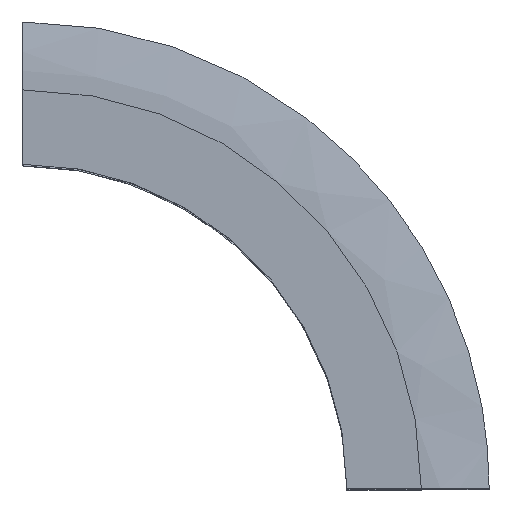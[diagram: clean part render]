
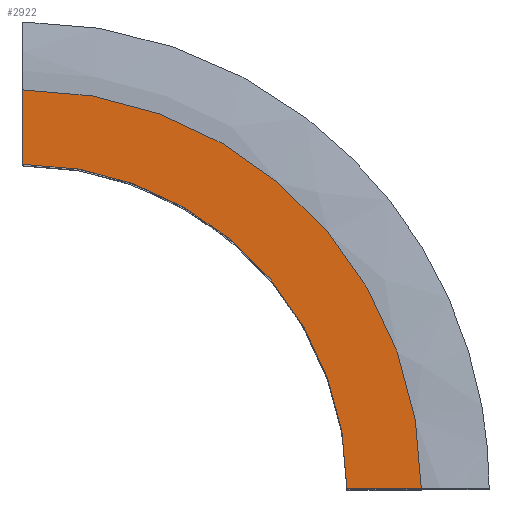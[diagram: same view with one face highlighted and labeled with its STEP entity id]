
A CAD part, top view. The second image highlights one B-rep face of the part: STEP entity #2922.
In plain terms, the highlighted planar face has unit normal (0, 0, 1).
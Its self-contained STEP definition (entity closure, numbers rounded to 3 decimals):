
#1677 = VERTEX_POINT('',#1678);
#1678 = CARTESIAN_POINT('',(205.,0.,310.));
#1687 = CYLINDRICAL_SURFACE('',#1688,205.);
#1688 = AXIS2_PLACEMENT_3D('',#1689,#1690,#1691);
#1689 = CARTESIAN_POINT('',(0.,0.,340.));
#1690 = DIRECTION('',(-0.,-0.,-1.));
#1691 = DIRECTION('',(1.,0.,0.));
#1699 = PLANE('',#1700);
#1700 = AXIS2_PLACEMENT_3D('',#1701,#1702,#1703);
#1701 = CARTESIAN_POINT('',(250.,0.,0.));
#1702 = DIRECTION('',(-0.,-1.,-0.));
#1703 = DIRECTION('',(0.,0.,-1.));
#1711 = EDGE_CURVE('',#1712,#1677,#1714,.T.);
#1712 = VERTEX_POINT('',#1713);
#1713 = CARTESIAN_POINT('',(0.,205.,310.));
#1714 = SURFACE_CURVE('',#1715,(#1720,#1727),.PCURVE_S1.);
#1715 = CIRCLE('',#1716,205.);
#1716 = AXIS2_PLACEMENT_3D('',#1717,#1718,#1719);
#1717 = CARTESIAN_POINT('',(0.,0.,310.));
#1718 = DIRECTION('',(0.,0.,-1.));
#1719 = DIRECTION('',(1.,0.,0.));
#1720 = PCURVE('',#1687,#1721);
#1721 = DEFINITIONAL_REPRESENTATION('',(#1722),#1726);
#1722 = LINE('',#1723,#1724);
#1723 = CARTESIAN_POINT('',(-6.283,30.));
#1724 = VECTOR('',#1725,1.);
#1725 = DIRECTION('',(1.,-0.));
#1726 = ( GEOMETRIC_REPRESENTATION_CONTEXT(2) 
PARAMETRIC_REPRESENTATION_CONTEXT() REPRESENTATION_CONTEXT('2D SPACE',''
  ) );
#1727 = PCURVE('',#1728,#1733);
#1728 = PLANE('',#1729);
#1729 = AXIS2_PLACEMENT_3D('',#1730,#1731,#1732);
#1730 = CARTESIAN_POINT('',(0.,0.,310.));
#1731 = DIRECTION('',(0.,0.,1.));
#1732 = DIRECTION('',(1.,-0.,-0.));
#1733 = DEFINITIONAL_REPRESENTATION('',(#1734),#1742);
#1734 = ( BOUNDED_CURVE() B_SPLINE_CURVE(2,(#1735,#1736,#1737,#1738,
#1739,#1740,#1741),.UNSPECIFIED.,.T.,.F.) B_SPLINE_CURVE_WITH_KNOTS((1,2
    ,2,2,2,1),(-2.094,0.,2.094,4.189,
6.283,8.378),.UNSPECIFIED.) CURVE() 
GEOMETRIC_REPRESENTATION_ITEM() RATIONAL_B_SPLINE_CURVE((1.,0.5,1.,0.5,
1.,0.5,1.)) REPRESENTATION_ITEM('') );
#1735 = CARTESIAN_POINT('',(205.,0.));
#1736 = CARTESIAN_POINT('',(205.,-355.07));
#1737 = CARTESIAN_POINT('',(-102.5,-177.535));
#1738 = CARTESIAN_POINT('',(-410.,0.));
#1739 = CARTESIAN_POINT('',(-102.5,177.535));
#1740 = CARTESIAN_POINT('',(205.,355.07));
#1741 = CARTESIAN_POINT('',(205.,0.));
#1742 = ( GEOMETRIC_REPRESENTATION_CONTEXT(2) 
PARAMETRIC_REPRESENTATION_CONTEXT() REPRESENTATION_CONTEXT('2D SPACE',''
  ) );
#1760 = PLANE('',#1761);
#1761 = AXIS2_PLACEMENT_3D('',#1762,#1763,#1764);
#1762 = CARTESIAN_POINT('',(0.,250.,0.));
#1763 = DIRECTION('',(1.,0.,0.));
#1764 = DIRECTION('',(0.,0.,-1.));
#2287 = VERTEX_POINT('',#2288);
#2288 = CARTESIAN_POINT('',(252.057,0.,310.));
#2400 = SURFACE_OF_REVOLUTION('',#2401,#2454);
#2401 = B_SPLINE_CURVE_WITH_KNOTS('',3,(#2402,#2403,#2404,#2405,#2406,
    #2407,#2408,#2409,#2410,#2411,#2412,#2413,#2414,#2415,#2416,#2417,
    #2418,#2419,#2420,#2421,#2422,#2423,#2424,#2425,#2426,#2427,#2428,
    #2429,#2430,#2431,#2432,#2433,#2434,#2435,#2436,#2437,#2438,#2439,
    #2440,#2441,#2442,#2443,#2444,#2445,#2446,#2447,#2448,#2449,#2450,
    #2451,#2452,#2453),.UNSPECIFIED.,.F.,.F.,(4,1,1,1,1,1,1,1,1,1,1,1,1,
    1,1,1,1,1,1,1,1,1,1,1,1,1,1,1,1,1,1,1,1,1,1,1,1,1,1,1,1,1,1,1,1,1,1,
    1,1,4),(0.,20.784,39.849,57.472,
    74.024,89.863,105.297,120.573,
    135.877,151.349,167.089,183.166,
    199.629,216.506,233.813,251.558,
    269.739,288.348,307.373,326.791,
    346.573,366.678,387.052,407.63,
    428.336,449.085,469.79,490.368,
    510.742,530.847,550.629,570.047,
    589.072,607.682,625.862,643.607,
    660.914,677.791,694.254,710.332,
    726.071,741.543,756.847,772.123,
    787.558,803.397,819.948,837.571,
    856.636,877.42),.UNSPECIFIED.);
#2402 = CARTESIAN_POINT('',(252.057,0.,-310.));
#2403 = CARTESIAN_POINT('',(258.999,0.,-310.007));
#2404 = CARTESIAN_POINT('',(272.28,0.,-309.063));
#2405 = CARTESIAN_POINT('',(291.114,0.,-305.318));
#2406 = CARTESIAN_POINT('',(308.076,0.,-300.004));
#2407 = CARTESIAN_POINT('',(323.489,0.,-293.601));
#2408 = CARTESIAN_POINT('',(337.712,0.,-286.371));
#2409 = CARTESIAN_POINT('',(351.06,0.,-278.441));
#2410 = CARTESIAN_POINT('',(363.78,0.,-269.857));
#2411 = CARTESIAN_POINT('',(376.049,0.,-260.621));
#2412 = CARTESIAN_POINT('',(387.985,0.,-250.716));
#2413 = CARTESIAN_POINT('',(399.656,0.,-240.113));
#2414 = CARTESIAN_POINT('',(411.094,0.,-228.785));
#2415 = CARTESIAN_POINT('',(422.297,0.,-216.702));
#2416 = CARTESIAN_POINT('',(433.235,0.,-203.835));
#2417 = CARTESIAN_POINT('',(443.858,0.,-190.161));
#2418 = CARTESIAN_POINT('',(454.094,0.,-175.659));
#2419 = CARTESIAN_POINT('',(463.853,0.,-160.314));
#2420 = CARTESIAN_POINT('',(473.03,0.,-144.119));
#2421 = CARTESIAN_POINT('',(481.503,0.,-127.083));
#2422 = CARTESIAN_POINT('',(489.139,0.,-109.227));
#2423 = CARTESIAN_POINT('',(495.8,0.,-90.601));
#2424 = CARTESIAN_POINT('',(501.344,0.,-71.28));
#2425 = CARTESIAN_POINT('',(505.639,0.,-51.37));
#2426 = CARTESIAN_POINT('',(508.573,0.,-31.01));
#2427 = CARTESIAN_POINT('',(510.062,0.,-10.369));
#2428 = CARTESIAN_POINT('',(510.062,0.,10.369));
#2429 = CARTESIAN_POINT('',(508.573,0.,31.01));
#2430 = CARTESIAN_POINT('',(505.639,0.,51.37));
#2431 = CARTESIAN_POINT('',(501.344,0.,71.28));
#2432 = CARTESIAN_POINT('',(495.8,0.,90.601));
#2433 = CARTESIAN_POINT('',(489.139,0.,109.227));
#2434 = CARTESIAN_POINT('',(481.503,0.,127.083));
#2435 = CARTESIAN_POINT('',(473.03,0.,144.119));
#2436 = CARTESIAN_POINT('',(463.853,0.,160.314));
#2437 = CARTESIAN_POINT('',(454.094,0.,175.659));
#2438 = CARTESIAN_POINT('',(443.858,0.,190.161));
#2439 = CARTESIAN_POINT('',(433.235,0.,203.835));
#2440 = CARTESIAN_POINT('',(422.297,0.,216.702));
#2441 = CARTESIAN_POINT('',(411.094,0.,228.785));
#2442 = CARTESIAN_POINT('',(399.656,0.,240.113));
#2443 = CARTESIAN_POINT('',(387.985,0.,250.716));
#2444 = CARTESIAN_POINT('',(376.049,0.,260.621));
#2445 = CARTESIAN_POINT('',(363.78,0.,269.857));
#2446 = CARTESIAN_POINT('',(351.06,0.,278.441));
#2447 = CARTESIAN_POINT('',(337.712,0.,286.371));
#2448 = CARTESIAN_POINT('',(323.489,0.,293.601));
#2449 = CARTESIAN_POINT('',(308.076,0.,300.004));
#2450 = CARTESIAN_POINT('',(291.114,0.,305.318));
#2451 = CARTESIAN_POINT('',(272.28,0.,309.063));
#2452 = CARTESIAN_POINT('',(258.999,0.,310.007));
#2453 = CARTESIAN_POINT('',(252.057,0.,310.));
#2454 = AXIS1_PLACEMENT('',#2455,#2456);
#2455 = CARTESIAN_POINT('',(0.,0.,0.));
#2456 = DIRECTION('',(0.,0.,1.));
#2464 = EDGE_CURVE('',#1677,#2287,#2465,.T.);
#2465 = SURFACE_CURVE('',#2466,(#2470,#2477),.PCURVE_S1.);
#2466 = LINE('',#2467,#2468);
#2467 = CARTESIAN_POINT('',(90.,0.,310.));
#2468 = VECTOR('',#2469,1.);
#2469 = DIRECTION('',(1.,0.,0.));
#2470 = PCURVE('',#1699,#2471);
#2471 = DEFINITIONAL_REPRESENTATION('',(#2472),#2476);
#2472 = LINE('',#2473,#2474);
#2473 = CARTESIAN_POINT('',(-310.,-160.));
#2474 = VECTOR('',#2475,1.);
#2475 = DIRECTION('',(0.,1.));
#2476 = ( GEOMETRIC_REPRESENTATION_CONTEXT(2) 
PARAMETRIC_REPRESENTATION_CONTEXT() REPRESENTATION_CONTEXT('2D SPACE',''
  ) );
#2477 = PCURVE('',#1728,#2478);
#2478 = DEFINITIONAL_REPRESENTATION('',(#2479),#2483);
#2479 = LINE('',#2480,#2481);
#2480 = CARTESIAN_POINT('',(90.,-0.));
#2481 = VECTOR('',#2482,1.);
#2482 = DIRECTION('',(1.,-0.));
#2483 = ( GEOMETRIC_REPRESENTATION_CONTEXT(2) 
PARAMETRIC_REPRESENTATION_CONTEXT() REPRESENTATION_CONTEXT('2D SPACE',''
  ) );
#2782 = VERTEX_POINT('',#2783);
#2783 = CARTESIAN_POINT('',(0.,252.057,310.));
#2902 = EDGE_CURVE('',#1712,#2782,#2903,.T.);
#2903 = SURFACE_CURVE('',#2904,(#2908,#2915),.PCURVE_S1.);
#2904 = LINE('',#2905,#2906);
#2905 = CARTESIAN_POINT('',(0.,90.,310.));
#2906 = VECTOR('',#2907,1.);
#2907 = DIRECTION('',(0.,1.,0.));
#2908 = PCURVE('',#1760,#2909);
#2909 = DEFINITIONAL_REPRESENTATION('',(#2910),#2914);
#2910 = LINE('',#2911,#2912);
#2911 = CARTESIAN_POINT('',(-310.,-160.));
#2912 = VECTOR('',#2913,1.);
#2913 = DIRECTION('',(0.,1.));
#2914 = ( GEOMETRIC_REPRESENTATION_CONTEXT(2) 
PARAMETRIC_REPRESENTATION_CONTEXT() REPRESENTATION_CONTEXT('2D SPACE',''
  ) );
#2915 = PCURVE('',#1728,#2916);
#2916 = DEFINITIONAL_REPRESENTATION('',(#2917),#2921);
#2917 = LINE('',#2918,#2919);
#2918 = CARTESIAN_POINT('',(0.,90.));
#2919 = VECTOR('',#2920,1.);
#2920 = DIRECTION('',(0.,1.));
#2921 = ( GEOMETRIC_REPRESENTATION_CONTEXT(2) 
PARAMETRIC_REPRESENTATION_CONTEXT() REPRESENTATION_CONTEXT('2D SPACE',''
  ) );
#2922 = ADVANCED_FACE('',(#2923),#1728,.T.);
#2923 = FACE_BOUND('',#2924,.F.);
#2924 = EDGE_LOOP('',(#2925,#2926,#2927,#2928));
#2925 = ORIENTED_EDGE('',*,*,#2464,.F.);
#2926 = ORIENTED_EDGE('',*,*,#1711,.F.);
#2927 = ORIENTED_EDGE('',*,*,#2902,.T.);
#2928 = ORIENTED_EDGE('',*,*,#2929,.F.);
#2929 = EDGE_CURVE('',#2287,#2782,#2930,.T.);
#2930 = SURFACE_CURVE('',#2931,(#2936,#2943),.PCURVE_S1.);
#2931 = CIRCLE('',#2932,252.057);
#2932 = AXIS2_PLACEMENT_3D('',#2933,#2934,#2935);
#2933 = CARTESIAN_POINT('',(0.,0.,310.));
#2934 = DIRECTION('',(0.,0.,1.));
#2935 = DIRECTION('',(1.,0.,0.));
#2936 = PCURVE('',#1728,#2937);
#2937 = DEFINITIONAL_REPRESENTATION('',(#2938),#2942);
#2938 = CIRCLE('',#2939,252.057);
#2939 = AXIS2_PLACEMENT_2D('',#2940,#2941);
#2940 = CARTESIAN_POINT('',(0.,0.));
#2941 = DIRECTION('',(1.,-0.));
#2942 = ( GEOMETRIC_REPRESENTATION_CONTEXT(2) 
PARAMETRIC_REPRESENTATION_CONTEXT() REPRESENTATION_CONTEXT('2D SPACE',''
  ) );
#2943 = PCURVE('',#2400,#2944);
#2944 = DEFINITIONAL_REPRESENTATION('',(#2945),#2949);
#2945 = LINE('',#2946,#2947);
#2946 = CARTESIAN_POINT('',(0.,877.42));
#2947 = VECTOR('',#2948,1.);
#2948 = DIRECTION('',(1.,0.));
#2949 = ( GEOMETRIC_REPRESENTATION_CONTEXT(2) 
PARAMETRIC_REPRESENTATION_CONTEXT() REPRESENTATION_CONTEXT('2D SPACE',''
  ) );
